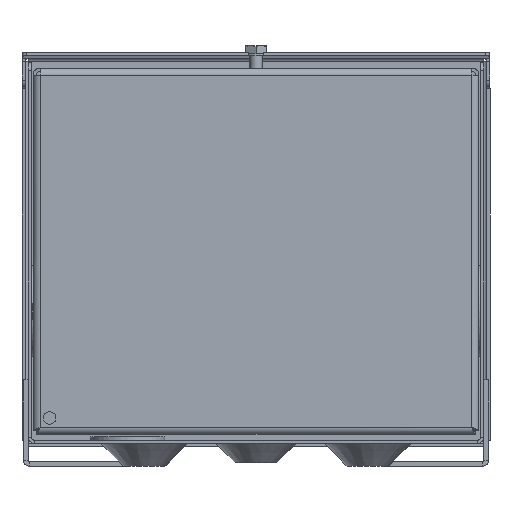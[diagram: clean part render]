
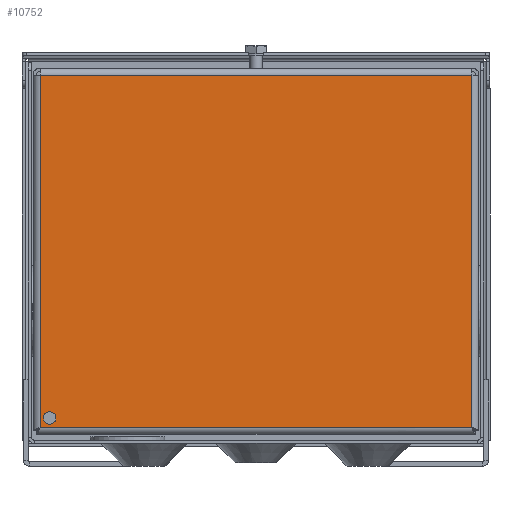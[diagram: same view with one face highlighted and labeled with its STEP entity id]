
A CAD part, front view. The second image highlights one B-rep face of the part: STEP entity #10752.
In plain terms, the highlighted face is planar.
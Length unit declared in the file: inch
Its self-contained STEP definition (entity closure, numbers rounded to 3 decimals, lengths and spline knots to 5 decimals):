
#6 = CARTESIAN_POINT ( 'NONE',  ( 3.3658, -5.375, -0.0478 ) ) ;
#118 = CARTESIAN_POINT ( 'NONE',  ( 3.2582, -31.951, -0.0478 ) ) ;
#287 = AXIS2_PLACEMENT_3D ( 'NONE', #9906, #2344, #639 ) ;
#443 = DIRECTION ( 'NONE',  ( 0., -1., 0. ) ) ;
#474 = CIRCLE ( 'NONE', #287, 0.09375 ) ;
#639 = DIRECTION ( 'NONE',  ( 0., 1., 0. ) ) ;
#1005 = DIRECTION ( 'NONE',  ( 0., 1., 0. ) ) ;
#1056 = VERTEX_POINT ( 'NONE', #7823 ) ;
#1135 = VECTOR ( 'NONE', #8884, 39.37008 ) ;
#1186 = CARTESIAN_POINT ( 'NONE',  ( -3.2582, -31.951, -0.0478 ) ) ;
#1365 = AXIS2_PLACEMENT_3D ( 'NONE', #8075, #4822, #443 ) ;
#1628 = AXIS2_PLACEMENT_3D ( 'NONE', #3044, #2259, #5645 ) ;
#1888 = CARTESIAN_POINT ( 'NONE',  ( -3.2582, -0.0598, -0.0478 ) ) ;
#1935 = EDGE_CURVE ( 'NONE', #5411, #10445, #7985, .T. ) ;
#2259 = DIRECTION ( 'NONE',  ( 0., 0., -1. ) ) ;
#2344 = DIRECTION ( 'NONE',  ( 0., 0., -1. ) ) ;
#3044 = CARTESIAN_POINT ( 'NONE',  ( 3.1158, -5.2326, -0.0478 ) ) ;
#3449 = ORIENTED_EDGE ( 'NONE', *, *, #1935, .F. ) ;
#3484 = EDGE_LOOP ( 'NONE', ( #3449, #9788 ) ) ;
#3724 = CARTESIAN_POINT ( 'NONE',  ( 3.1158, -5.13885, -0.0478 ) ) ;
#3954 = EDGE_CURVE ( 'NONE', #1056, #10244, #7150, .T. ) ;
#4017 = CARTESIAN_POINT ( 'NONE',  ( 3.2582, -0.0598, -0.0478 ) ) ;
#4309 = ORIENTED_EDGE ( 'NONE', *, *, #3954, .T. ) ;
#4492 = LINE ( 'NONE', #1186, #1135 ) ;
#4709 = VERTEX_POINT ( 'NONE', #1888 ) ;
#4822 = DIRECTION ( 'NONE',  ( 0., 0., 1. ) ) ;
#5411 = VERTEX_POINT ( 'NONE', #3724 ) ;
#5645 = DIRECTION ( 'NONE',  ( 0., 1., 0. ) ) ;
#6194 = EDGE_CURVE ( 'NONE', #10445, #5411, #474, .T. ) ;
#6237 = DIRECTION ( 'NONE',  ( -1., 0., 0. ) ) ;
#6301 = EDGE_LOOP ( 'NONE', ( #7086, #9446, #8795, #4309 ) ) ;
#7010 = VECTOR ( 'NONE', #6237, 39.37008 ) ;
#7086 = ORIENTED_EDGE ( 'NONE', *, *, #8150, .T. ) ;
#7150 = LINE ( 'NONE', #6, #10206 ) ;
#7823 = CARTESIAN_POINT ( 'NONE',  ( 3.2582, -5.375, -0.0478 ) ) ;
#7985 = CIRCLE ( 'NONE', #1628, 0.09375 ) ;
#8075 = CARTESIAN_POINT ( 'NONE',  ( 3.3658, 0., -0.0478 ) ) ;
#8150 = EDGE_CURVE ( 'NONE', #10244, #4709, #4492, .T. ) ;
#8155 = PLANE ( 'NONE',  #1365 ) ;
#8252 = FACE_BOUND ( 'NONE', #3484, .T. ) ;
#8473 = LINE ( 'NONE', #9713, #7010 ) ;
#8795 = ORIENTED_EDGE ( 'NONE', *, *, #9051, .F. ) ;
#8806 = VERTEX_POINT ( 'NONE', #4017 ) ;
#8884 = DIRECTION ( 'NONE',  ( 0., 1., 0. ) ) ;
#9051 = EDGE_CURVE ( 'NONE', #1056, #8806, #9664, .T. ) ;
#9118 = EDGE_CURVE ( 'NONE', #8806, #4709, #8473, .T. ) ;
#9278 = VECTOR ( 'NONE', #1005, 39.37008 ) ;
#9446 = ORIENTED_EDGE ( 'NONE', *, *, #9118, .F. ) ;
#9500 = DIRECTION ( 'NONE',  ( -1., 0., 0. ) ) ;
#9664 = LINE ( 'NONE', #118, #9278 ) ;
#9713 = CARTESIAN_POINT ( 'NONE',  ( 3.3658, -0.0598, -0.0478 ) ) ;
#9788 = ORIENTED_EDGE ( 'NONE', *, *, #6194, .F. ) ;
#9906 = CARTESIAN_POINT ( 'NONE',  ( 3.1158, -5.2326, -0.0478 ) ) ;
#9972 = FACE_OUTER_BOUND ( 'NONE', #6301, .T. ) ;
#10144 = CARTESIAN_POINT ( 'NONE',  ( 3.1158, -5.32635, -0.0478 ) ) ;
#10206 = VECTOR ( 'NONE', #9500, 39.37008 ) ;
#10244 = VERTEX_POINT ( 'NONE', #10838 ) ;
#10445 = VERTEX_POINT ( 'NONE', #10144 ) ;
#10752 = ADVANCED_FACE ( 'NONE', ( #8252, #9972 ), #8155, .F. ) ;
#10838 = CARTESIAN_POINT ( 'NONE',  ( -3.2582, -5.375, -0.0478 ) ) ;
